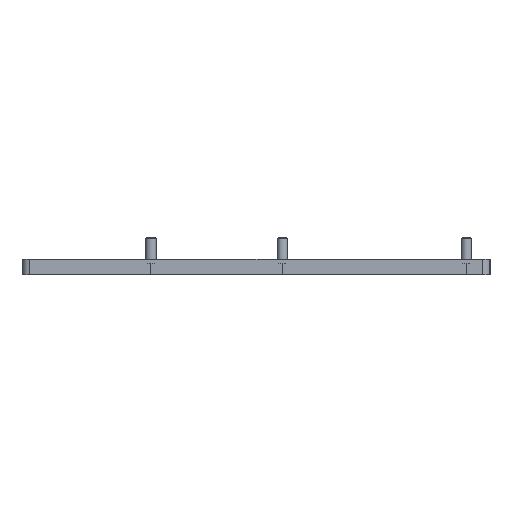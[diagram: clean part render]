
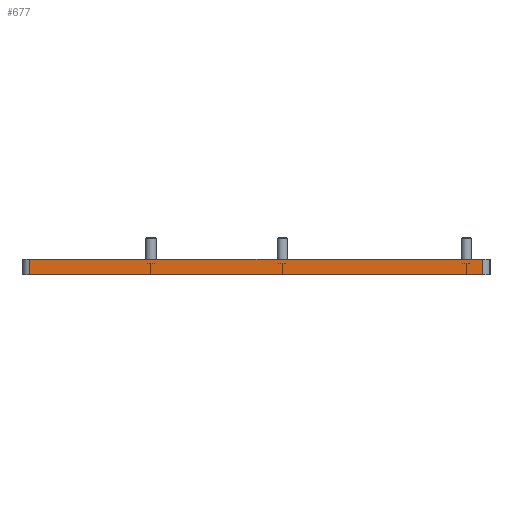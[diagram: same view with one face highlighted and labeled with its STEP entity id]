
A CAD part, left-side view. The second image highlights one B-rep face of the part: STEP entity #677.
In plain terms, the highlighted planar face has unit normal (-1, 0, 0).
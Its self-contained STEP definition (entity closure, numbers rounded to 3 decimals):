
#160 = EDGE_CURVE ( 'NONE', #1204, #250, #2266, .T. ) ;
#250 = VERTEX_POINT ( 'NONE', #949 ) ;
#572 = FACE_OUTER_BOUND ( 'NONE', #3615, .T. ) ;
#574 = LINE ( 'NONE', #612, #3454 ) ;
#612 = CARTESIAN_POINT ( 'NONE',  ( -300., -134.3, 0. ) ) ;
#677 = ADVANCED_FACE ( 'NONE', ( #572 ), #1719, .F. ) ;
#826 = DIRECTION ( 'NONE',  ( 0., -1., 0. ) ) ;
#949 = CARTESIAN_POINT ( 'NONE',  ( -300., -134.3, 6. ) ) ;
#997 = CARTESIAN_POINT ( 'NONE',  ( -300., 37.7, 0. ) ) ;
#1151 = VERTEX_POINT ( 'NONE', #997 ) ;
#1170 = DIRECTION ( 'NONE',  ( 1., 0., 0. ) ) ;
#1204 = VERTEX_POINT ( 'NONE', #1598 ) ;
#1278 = ORIENTED_EDGE ( 'NONE', *, *, #3263, .F. ) ;
#1289 = VECTOR ( 'NONE', #826, 1000. ) ;
#1598 = CARTESIAN_POINT ( 'NONE',  ( -300., 37.7, 6. ) ) ;
#1719 = PLANE ( 'NONE',  #2385 ) ;
#1986 = VECTOR ( 'NONE', #2251, 1000. ) ;
#1991 = VECTOR ( 'NONE', #3329, 1000. ) ;
#2242 = ORIENTED_EDGE ( 'NONE', *, *, #2982, .T. ) ;
#2251 = DIRECTION ( 'NONE',  ( 0., 0., -1. ) ) ;
#2266 = LINE ( 'NONE', #3429, #1289 ) ;
#2385 = AXIS2_PLACEMENT_3D ( 'NONE', #3476, #1170, #3425 ) ;
#2563 = CARTESIAN_POINT ( 'NONE',  ( -300., 37.7, 6. ) ) ;
#2812 = ORIENTED_EDGE ( 'NONE', *, *, #160, .F. ) ;
#2843 = CARTESIAN_POINT ( 'NONE',  ( -300., -134.3, 0. ) ) ;
#2982 = EDGE_CURVE ( 'NONE', #1204, #1151, #3729, .T. ) ;
#3092 = VERTEX_POINT ( 'NONE', #2843 ) ;
#3133 = EDGE_CURVE ( 'NONE', #1151, #3092, #574, .T. ) ;
#3263 = EDGE_CURVE ( 'NONE', #250, #3092, #3583, .T. ) ;
#3329 = DIRECTION ( 'NONE',  ( 0., 0., -1. ) ) ;
#3425 = DIRECTION ( 'NONE',  ( 0., 1., 0. ) ) ;
#3429 = CARTESIAN_POINT ( 'NONE',  ( -300., -134.3, 6. ) ) ;
#3444 = ORIENTED_EDGE ( 'NONE', *, *, #3133, .T. ) ;
#3454 = VECTOR ( 'NONE', #3523, 1000. ) ;
#3476 = CARTESIAN_POINT ( 'NONE',  ( -300., -134.3, 6. ) ) ;
#3523 = DIRECTION ( 'NONE',  ( 0., -1., 0. ) ) ;
#3559 = CARTESIAN_POINT ( 'NONE',  ( -300., -134.3, 6. ) ) ;
#3583 = LINE ( 'NONE', #3559, #1991 ) ;
#3615 = EDGE_LOOP ( 'NONE', ( #3444, #1278, #2812, #2242 ) ) ;
#3729 = LINE ( 'NONE', #2563, #1986 ) ;
